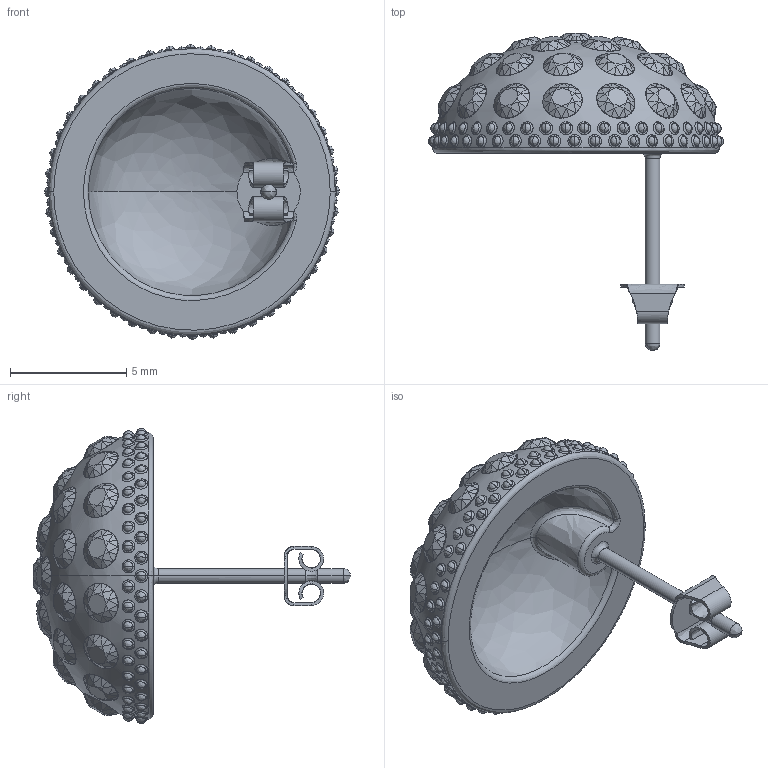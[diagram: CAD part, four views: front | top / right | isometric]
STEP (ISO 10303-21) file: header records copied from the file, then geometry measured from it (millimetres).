
FILE_DESCRIPTION(('FreeCAD Model'),'2;1');
FILE_NAME('Open CASCADE Shape Model','2025-05-04T13:55:56',('FreeCAD'),( 'FreeCAD'),'Open CASCADE STEP processor 7.6','FreeCAD','Unknown');
FILE_SCHEMA(('AUTOMOTIVE_DESIGN { 1 0 10303 214 1 1 1 1 }'));
Products named in the file (1): Open CASCADE STEP translator 7.6 1
Bounding box: 12.71 x 13.68 x 12.71 mm (x, y, z)
Volume: 312.6 mm3; surface area: 1109.3 mm2
Topology: 90 solids, 90 shells, 6992 faces, 15680 edges, 8795 vertices
Faces by surface type: bspline 6992
Entity records: 220223 total; most frequent: CARTESIAN_POINT 124437, ORIENTED_EDGE 30970, EDGE_CURVE 15485, B_SPLINE_CURVE_WITH_KNOTS 14099, VERTEX_POINT 8795, FACE_BOUND 7116, EDGE_LOOP 7116, ADVANCED_FACE 6992
